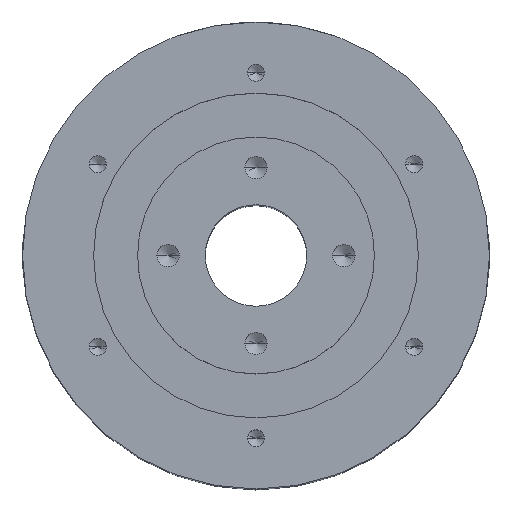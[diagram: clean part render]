
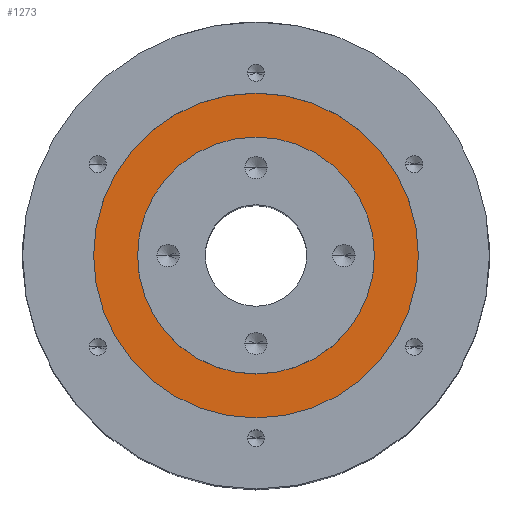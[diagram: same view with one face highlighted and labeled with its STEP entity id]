
A CAD part, top view. The second image highlights one B-rep face of the part: STEP entity #1273.
In plain terms, the highlighted planar face has unit normal (0, 0, 1).
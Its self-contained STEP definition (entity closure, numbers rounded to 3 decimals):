
#21 = EDGE_CURVE ( 'NONE', #448, #1858, #3001, .T. ) ;
#92 = PLANE ( 'NONE',  #2794 ) ;
#229 = DIRECTION ( 'NONE',  ( 0., 0., 1. ) ) ;
#448 = VERTEX_POINT ( 'NONE', #1413 ) ;
#471 = CARTESIAN_POINT ( 'NONE',  ( -17.5, 0., 79.5 ) ) ;
#477 = ORIENTED_EDGE ( 'NONE', *, *, #1331, .F. ) ;
#664 = DIRECTION ( 'NONE',  ( 0., 0., 1. ) ) ;
#906 = CARTESIAN_POINT ( 'NONE',  ( 0., 0., 79.5 ) ) ;
#931 = CARTESIAN_POINT ( 'NONE',  ( 0., 0., 79.5 ) ) ;
#942 = DIRECTION ( 'NONE',  ( 0., 0., 1. ) ) ;
#943 = DIRECTION ( 'NONE',  ( 0., 0., 1. ) ) ;
#1168 = VERTEX_POINT ( 'NONE', #2334 ) ;
#1210 = CIRCLE ( 'NONE', #3511, 17.5 ) ;
#1273 = ADVANCED_FACE ( 'NONE', ( #1374, #2137 ), #92, .T. ) ;
#1331 = EDGE_CURVE ( 'NONE', #1858, #448, #1210, .T. ) ;
#1374 = FACE_OUTER_BOUND ( 'NONE', #1982, .T. ) ;
#1413 = CARTESIAN_POINT ( 'NONE',  ( 17.5, 0., 79.5 ) ) ;
#1858 = VERTEX_POINT ( 'NONE', #471 ) ;
#1916 = CARTESIAN_POINT ( 'NONE',  ( 0., 0., 79.5 ) ) ;
#1982 = EDGE_LOOP ( 'NONE', ( #2662, #2114 ) ) ;
#2049 = DIRECTION ( 'NONE',  ( 1., 0., 0. ) ) ;
#2110 = EDGE_LOOP ( 'NONE', ( #477, #2287 ) ) ;
#2114 = ORIENTED_EDGE ( 'NONE', *, *, #3134, .T. ) ;
#2137 = FACE_BOUND ( 'NONE', #2110, .T. ) ;
#2200 = DIRECTION ( 'NONE',  ( 1., 0., 0. ) ) ;
#2287 = ORIENTED_EDGE ( 'NONE', *, *, #21, .F. ) ;
#2312 = CIRCLE ( 'NONE', #2366, 24. ) ;
#2334 = CARTESIAN_POINT ( 'NONE',  ( -24., 0., 79.5 ) ) ;
#2366 = AXIS2_PLACEMENT_3D ( 'NONE', #2638, #943, #2930 ) ;
#2501 = CARTESIAN_POINT ( 'NONE',  ( 24., 0., 79.5 ) ) ;
#2580 = AXIS2_PLACEMENT_3D ( 'NONE', #3345, #3334, #3216 ) ;
#2638 = CARTESIAN_POINT ( 'NONE',  ( 0., 0., 79.5 ) ) ;
#2662 = ORIENTED_EDGE ( 'NONE', *, *, #3533, .T. ) ;
#2663 = CIRCLE ( 'NONE', #2874, 24. ) ;
#2794 = AXIS2_PLACEMENT_3D ( 'NONE', #906, #664, #2049 ) ;
#2874 = AXIS2_PLACEMENT_3D ( 'NONE', #1916, #229, #2200 ) ;
#2902 = DIRECTION ( 'NONE',  ( 1., 0., 0. ) ) ;
#2930 = DIRECTION ( 'NONE',  ( 1., 0., 0. ) ) ;
#3001 = CIRCLE ( 'NONE', #2580, 17.5 ) ;
#3134 = EDGE_CURVE ( 'NONE', #1168, #3585, #2312, .T. ) ;
#3216 = DIRECTION ( 'NONE',  ( 1., 0., 0. ) ) ;
#3334 = DIRECTION ( 'NONE',  ( 0., 0., 1. ) ) ;
#3345 = CARTESIAN_POINT ( 'NONE',  ( 0., 0., 79.5 ) ) ;
#3511 = AXIS2_PLACEMENT_3D ( 'NONE', #931, #942, #2902 ) ;
#3533 = EDGE_CURVE ( 'NONE', #3585, #1168, #2663, .T. ) ;
#3585 = VERTEX_POINT ( 'NONE', #2501 ) ;
